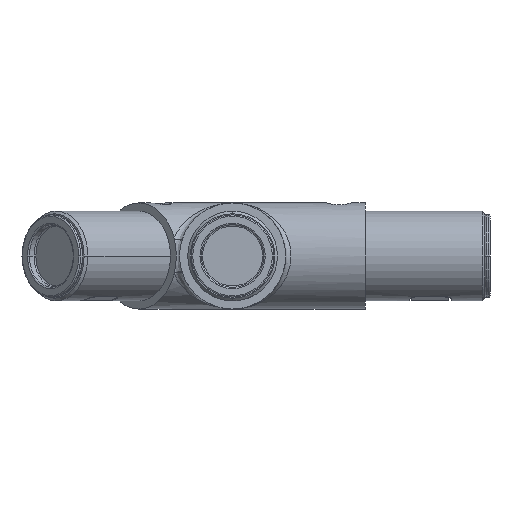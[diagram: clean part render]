
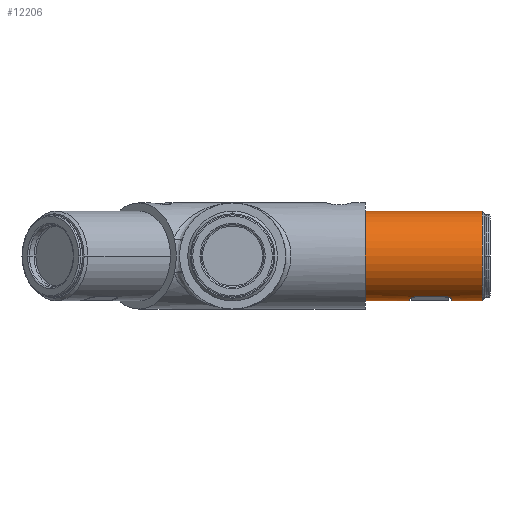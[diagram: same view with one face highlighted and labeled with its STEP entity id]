
A CAD part, left-side view. The second image highlights one B-rep face of the part: STEP entity #12206.
In plain terms, the highlighted cylindrical face has radius 16.9 mm (diameter 33.8 mm), a partial arc.
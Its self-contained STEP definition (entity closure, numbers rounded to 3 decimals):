
#495 = FACE_OUTER_BOUND ( 'NONE', #15545, .T. ) ;
#504 = CYLINDRICAL_SURFACE ( 'NONE', #14458, 16.9 ) ;
#2530 = CARTESIAN_POINT ( 'NONE',  ( -50., -95., -16.9 ) ) ;
#2531 = DIRECTION ( 'NONE',  ( 0., 1., 0. ) ) ;
#2545 = CARTESIAN_POINT ( 'NONE',  ( -50., -95., 16.9 ) ) ;
#2547 = DIRECTION ( 'NONE',  ( 0., 1., 0. ) ) ;
#2705 = CARTESIAN_POINT ( 'NONE',  ( -50., -95., -16.9 ) ) ;
#2706 = DIRECTION ( 'NONE',  ( 0., 1., 0. ) ) ;
#3025 = CARTESIAN_POINT ( 'NONE',  ( -50., -94., 16.9 ) ) ;
#3033 = CARTESIAN_POINT ( 'NONE',  ( -50., -94., -16.9 ) ) ;
#4186 = CARTESIAN_POINT ( 'NONE',  ( -50., -82.5, -16.9 ) ) ;
#4226 = CARTESIAN_POINT ( 'NONE',  ( -57., -80.5, -15.382 ) ) ;
#4230 = CARTESIAN_POINT ( 'NONE',  ( -55., -82.5, -16.143 ) ) ;
#4242 = CARTESIAN_POINT ( 'NONE',  ( -57., -69.152, -15.382 ) ) ;
#4320 = CARTESIAN_POINT ( 'NONE',  ( -50., -50., -16.9 ) ) ;
#4322 = CARTESIAN_POINT ( 'NONE',  ( -50., -50., 16.9 ) ) ;
#4354 = CARTESIAN_POINT ( 'NONE',  ( -50., -66.675, -16.9 ) ) ;
#4366 = CARTESIAN_POINT ( 'NONE',  ( -55., -66.878, -16.143 ) ) ;
#7259 = AXIS2_PLACEMENT_3D ( 'NONE', #8243, #8244, #8245 ) ;
#7260 = AXIS2_PLACEMENT_3D ( 'NONE', #8248, #8249, #8250 ) ;
#7261 = AXIS2_PLACEMENT_3D ( 'NONE', #8288, #8289, #8290 ) ;
#7757 = VERTEX_POINT ( 'NONE', #3033 ) ;
#7764 = VERTEX_POINT ( 'NONE', #3025 ) ;
#8242 = CARTESIAN_POINT ( 'NONE',  ( -55., -66.878, -16.143 ) ) ;
#8243 = CARTESIAN_POINT ( 'NONE',  ( -50., -94., 0. ) ) ;
#8244 = DIRECTION ( 'NONE',  ( 0., 1., 0. ) ) ;
#8245 = DIRECTION ( 'NONE',  ( 0., 0., -1. ) ) ;
#8246 = CARTESIAN_POINT ( 'NONE',  ( -55., -66.878, -16.143 ) ) ;
#8247 = CARTESIAN_POINT ( 'NONE',  ( -53.378, -66.743, -16.646 ) ) ;
#8248 = CARTESIAN_POINT ( 'NONE',  ( -50., -50., 0. ) ) ;
#8249 = DIRECTION ( 'NONE',  ( 0., -1., 0. ) ) ;
#8250 = DIRECTION ( 'NONE',  ( 0., 0., 1. ) ) ;
#8251 = CARTESIAN_POINT ( 'NONE',  ( -55.137, -66.889, -16.101 ) ) ;
#8252 = CARTESIAN_POINT ( 'NONE',  ( -51.698, -66.675, -16.9 ) ) ;
#8253 = CARTESIAN_POINT ( 'NONE',  ( -50., -66.675, -16.9 ) ) ;
#8254 = CARTESIAN_POINT ( 'NONE',  ( -57., -80.637, -15.382 ) ) ;
#8255 = CARTESIAN_POINT ( 'NONE',  ( -57., -80.5, -15.382 ) ) ;
#8256 = CARTESIAN_POINT ( 'NONE',  ( -55.269, -66.915, -16.058 ) ) ;
#8257 = CARTESIAN_POINT ( 'NONE',  ( -55.527, -66.993, -15.971 ) ) ;
#8258 = CARTESIAN_POINT ( 'NONE',  ( -55.654, -67.045, -15.927 ) ) ;
#8259 = CARTESIAN_POINT ( 'NONE',  ( -55.894, -67.173, -15.84 ) ) ;
#8260 = CARTESIAN_POINT ( 'NONE',  ( -56.007, -67.247, -15.797 ) ) ;
#8261 = CARTESIAN_POINT ( 'NONE',  ( -56.219, -67.416, -15.715 ) ) ;
#8262 = CARTESIAN_POINT ( 'NONE',  ( -56.319, -67.512, -15.674 ) ) ;
#8263 = CARTESIAN_POINT ( 'NONE',  ( -56.5, -67.718, -15.6 ) ) ;
#8264 = CARTESIAN_POINT ( 'NONE',  ( -56.582, -67.829, -15.566 ) ) ;
#8265 = CARTESIAN_POINT ( 'NONE',  ( -56.726, -68.065, -15.504 ) ) ;
#8266 = CARTESIAN_POINT ( 'NONE',  ( -56.789, -68.192, -15.476 ) ) ;
#8267 = CARTESIAN_POINT ( 'NONE',  ( -56.891, -68.453, -15.431 ) ) ;
#8268 = CARTESIAN_POINT ( 'NONE',  ( -56.931, -68.587, -15.413 ) ) ;
#8269 = CARTESIAN_POINT ( 'NONE',  ( -56.985, -68.865, -15.389 ) ) ;
#8270 = CARTESIAN_POINT ( 'NONE',  ( -57., -69.009, -15.382 ) ) ;
#8271 = CARTESIAN_POINT ( 'NONE',  ( -57., -69.152, -15.382 ) ) ;
#8272 = CARTESIAN_POINT ( 'NONE',  ( -57., -95., -15.382 ) ) ;
#8273 = DIRECTION ( 'NONE',  ( 0., -1., 0. ) ) ;
#8274 = CARTESIAN_POINT ( 'NONE',  ( -56.986, -80.771, -15.388 ) ) ;
#8275 = CARTESIAN_POINT ( 'NONE',  ( -56.932, -81.033, -15.413 ) ) ;
#8276 = CARTESIAN_POINT ( 'NONE',  ( -56.891, -81.164, -15.431 ) ) ;
#8277 = CARTESIAN_POINT ( 'NONE',  ( -56.734, -81.531, -15.501 ) ) ;
#8278 = CARTESIAN_POINT ( 'NONE',  ( -56.581, -81.752, -15.567 ) ) ;
#8279 = CARTESIAN_POINT ( 'NONE',  ( -56.303, -82.023, -15.681 ) ) ;
#8280 = CARTESIAN_POINT ( 'NONE',  ( -56.201, -82.104, -15.722 ) ) ;
#8281 = CARTESIAN_POINT ( 'NONE',  ( -55.985, -82.245, -15.805 ) ) ;
#8282 = CARTESIAN_POINT ( 'NONE',  ( -55.872, -82.304, -15.848 ) ) ;
#8283 = CARTESIAN_POINT ( 'NONE',  ( -55.635, -82.401, -15.933 ) ) ;
#8284 = CARTESIAN_POINT ( 'NONE',  ( -55.51, -82.438, -15.977 ) ) ;
#8285 = CARTESIAN_POINT ( 'NONE',  ( -55.258, -82.487, -16.062 ) ) ;
#8286 = CARTESIAN_POINT ( 'NONE',  ( -55.13, -82.5, -16.103 ) ) ;
#8287 = CARTESIAN_POINT ( 'NONE',  ( -55., -82.5, -16.143 ) ) ;
#8288 = CARTESIAN_POINT ( 'NONE',  ( -50., -82.5, 0. ) ) ;
#8289 = DIRECTION ( 'NONE',  ( 0., -1., 0. ) ) ;
#8290 = DIRECTION ( 'NONE',  ( 0., 0., -1. ) ) ;
#9078 = VECTOR ( 'NONE', #2531, 1000. ) ;
#9079 = LINE ( 'NONE', #2530, #9078 ) ;
#9091 = LINE ( 'NONE', #2545, #9093 ) ;
#9093 = VECTOR ( 'NONE', #2547, 1000. ) ;
#9142 = LINE ( 'NONE', #2705, #9145 ) ;
#9145 = VECTOR ( 'NONE', #2706, 1000. ) ;
#9398 = CIRCLE ( 'NONE', #7259, 16.9 ) ;
#9400 = CIRCLE ( 'NONE', #7260, 16.9 ) ;
#9402 = LINE ( 'NONE', #8272, #9403 ) ;
#9403 = VECTOR ( 'NONE', #8273, 1000. ) ;
#9404 = CIRCLE ( 'NONE', #7261, 16.9 ) ;
#12057 = ORIENTED_EDGE ( 'NONE', *, *, #15922, .T. ) ;
#12058 = ORIENTED_EDGE ( 'NONE', *, *, #15921, .T. ) ;
#12059 = ORIENTED_EDGE ( 'NONE', *, *, #15920, .T. ) ;
#12060 = ORIENTED_EDGE ( 'NONE', *, *, #15919, .T. ) ;
#12061 = ORIENTED_EDGE ( 'NONE', *, *, #15918, .F. ) ;
#12062 = ORIENTED_EDGE ( 'NONE', *, *, #15139, .F. ) ;
#12206 = ADVANCED_FACE ( 'NONE', ( #495 ), #504, .T. ) ;
#13490 = DIRECTION ( 'NONE',  ( 0., 0., 1. ) ) ;
#13492 = DIRECTION ( 'NONE',  ( 0., 1., 0. ) ) ;
#13494 = CARTESIAN_POINT ( 'NONE',  ( -50., -95., 0. ) ) ;
#14153 = B_SPLINE_CURVE_WITH_KNOTS ( 'NONE', 3,
 ( #8255, #8254, #8274, #8275, #8276, #8277, #8278, #8279, #8280, #8281, #8282, #8283, #8284, #8285, #8286, #8287 ),
 .UNSPECIFIED., .F., .F.,
 ( 4, 2, 2, 2, 2, 2, 2, 4 ),
 ( 0., 0., 0.001, 0.002, 0.002, 0.002, 0.003, 0.003 ),
 .UNSPECIFIED. ) ;
#14163 =( BOUNDED_CURVE ( )  B_SPLINE_CURVE ( 3, ( #8246, #8247, #8252, #8253 ),
 .UNSPECIFIED., .F., .F. ) 
 B_SPLINE_CURVE_WITH_KNOTS ( ( 4, 4 ),
 ( 5.983, 6.283 ),
 .UNSPECIFIED. ) 
 CURVE ( )  GEOMETRIC_REPRESENTATION_ITEM ( )  RATIONAL_B_SPLINE_CURVE ( ( 1., 0.992, 0.992, 1. ) ) 
 REPRESENTATION_ITEM ( '' )  );
#14195 = B_SPLINE_CURVE_WITH_KNOTS ( 'NONE', 3,
 ( #8242, #8251, #8256, #8257, #8258, #8259, #8260, #8261, #8262, #8263, #8264, #8265, #8266, #8267, #8268, #8269, #8270, #8271 ),
 .UNSPECIFIED., .F., .F.,
 ( 4, 2, 2, 2, 2, 2, 2, 2, 4 ),
 ( 0., 0., 0.001, 0.001, 0.002, 0.002, 0.003, 0.003, 0.003 ),
 .UNSPECIFIED. ) ;
#14231 = ORIENTED_EDGE ( 'NONE', *, *, #15917, .T. ) ;
#14232 = ORIENTED_EDGE ( 'NONE', *, *, #15106, .T. ) ;
#14233 = ORIENTED_EDGE ( 'NONE', *, *, #15916, .T. ) ;
#14234 = ORIENTED_EDGE ( 'NONE', *, *, #15097, .F. ) ;
#14458 = AXIS2_PLACEMENT_3D ( 'NONE', #13494, #13492, #13490 ) ;
#15097 = EDGE_CURVE ( 'NONE', #7757, #15295, #9079, .T. ) ;
#15106 = EDGE_CURVE ( 'NONE', #7764, #15363, #9091, .T. ) ;
#15139 = EDGE_CURVE ( 'NONE', #15379, #15362, #9142, .T. ) ;
#15295 = VERTEX_POINT ( 'NONE', #4186 ) ;
#15315 = VERTEX_POINT ( 'NONE', #4226 ) ;
#15317 = VERTEX_POINT ( 'NONE', #4230 ) ;
#15323 = VERTEX_POINT ( 'NONE', #4242 ) ;
#15362 = VERTEX_POINT ( 'NONE', #4320 ) ;
#15363 = VERTEX_POINT ( 'NONE', #4322 ) ;
#15379 = VERTEX_POINT ( 'NONE', #4354 ) ;
#15385 = VERTEX_POINT ( 'NONE', #4366 ) ;
#15545 = EDGE_LOOP ( 'NONE', ( #14234, #14233, #14232, #14231, #12062, #12061, #12060, #12059, #12058, #12057 ) ) ;
#15916 = EDGE_CURVE ( 'NONE', #7757, #7764, #9398, .T. ) ;
#15917 = EDGE_CURVE ( 'NONE', #15363, #15362, #9400, .T. ) ;
#15918 = EDGE_CURVE ( 'NONE', #15385, #15379, #14163, .T. ) ;
#15919 = EDGE_CURVE ( 'NONE', #15385, #15323, #14195, .T. ) ;
#15920 = EDGE_CURVE ( 'NONE', #15323, #15315, #9402, .T. ) ;
#15921 = EDGE_CURVE ( 'NONE', #15315, #15317, #14153, .T. ) ;
#15922 = EDGE_CURVE ( 'NONE', #15317, #15295, #9404, .T. ) ;
